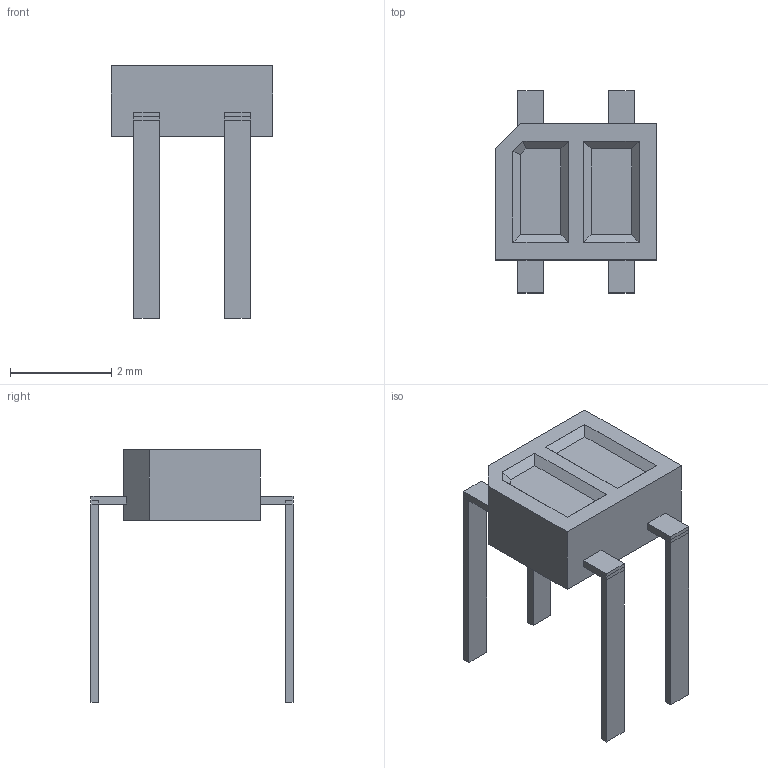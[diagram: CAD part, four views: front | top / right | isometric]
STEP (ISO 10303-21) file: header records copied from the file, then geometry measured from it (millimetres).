
FILE_DESCRIPTION(('FreeCAD Model'),'2;1');
FILE_NAME('Everlight_ITR8307F43.step','2018-01-03T13:03:45',('kicad StepUp'),( 'ksu MCAD'),'Open CASCADE STEP processor 6.8','FreeCAD','Unknown');
FILE_SCHEMA(('AUTOMOTIVE_DESIGN_CC2 { 1 2 10303 214 -1 1 5 4 }'));
Length unit declared in the file: millimetre
Products named in the file (1): Everlight_ITR8307F43
Bounding box: 3.2 x 4 x 5 mm (x, y, z)
Volume: 12.8 mm3; surface area: 57.6 mm2
Topology: 1 solids, 1 shells, 79 faces, 183 edges, 111 vertices
Faces by surface type: plane 79
Entity records: 1424 total; most frequent: ORIENTED_EDGE 300, EDGE_CURVE 183, CARTESIAN_POINT 163, LINE 150, VERTEX_POINT 111, FACE_BOUND 84, EDGE_LOOP 84, ADVANCED_FACE 79
